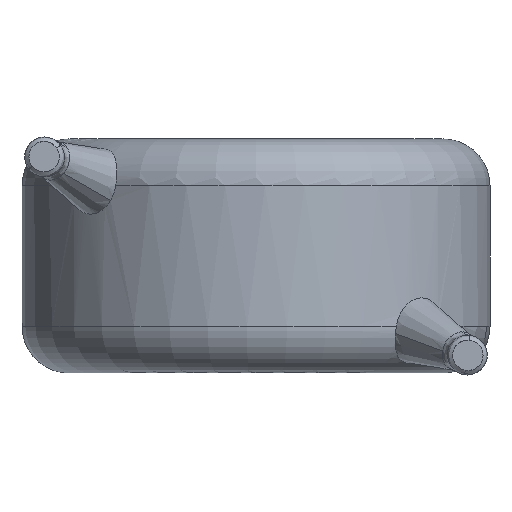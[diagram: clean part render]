
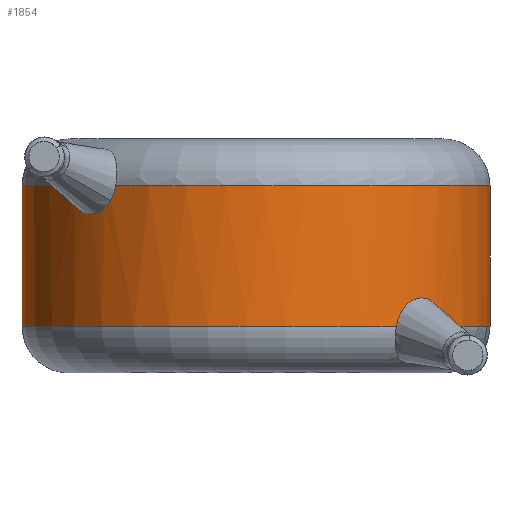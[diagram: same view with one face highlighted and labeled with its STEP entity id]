
A CAD part, front view. The second image highlights one B-rep face of the part: STEP entity #1854.
In plain terms, the highlighted cylindrical face has radius 5 mm (diameter 10 mm), a partial arc.
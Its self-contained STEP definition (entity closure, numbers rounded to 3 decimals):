
#32 = CARTESIAN_POINT ( 'NONE',  ( -3.105, -3.919, 3.689 ) ) ;
#73 = CARTESIAN_POINT ( 'NONE',  ( 0., 0., 5. ) ) ;
#99 = FACE_OUTER_BOUND ( 'NONE', #1356, .T. ) ;
#269 = CARTESIAN_POINT ( 'NONE',  ( -3.455, -3.617, 3.392 ) ) ;
#318 = VECTOR ( 'NONE', #2655, 1000. ) ;
#514 = CARTESIAN_POINT ( 'NONE',  ( -3.989, -3.015, 4. ) ) ;
#523 = VERTEX_POINT ( 'NONE', #32 ) ;
#524 = CARTESIAN_POINT ( 'NONE',  ( 3.092, -3.931, 1.32 ) ) ;
#589 = CARTESIAN_POINT ( 'NONE',  ( -3.261, -3.793, 3.489 ) ) ;
#610 = CYLINDRICAL_SURFACE ( 'NONE', #1262, 5. ) ;
#678 = VERTEX_POINT ( 'NONE', #4215 ) ;
#718 = AXIS2_PLACEMENT_3D ( 'NONE', #1525, #919, #3197 ) ;
#723 = ORIENTED_EDGE ( 'NONE', *, *, #2708, .F. ) ;
#916 = ORIENTED_EDGE ( 'NONE', *, *, #2563, .T. ) ;
#919 = DIRECTION ( 'NONE',  ( 0., 0., -1. ) ) ;
#982 = CARTESIAN_POINT ( 'NONE',  ( -3.989, -3.015, 4. ) ) ;
#1139 = VERTEX_POINT ( 'NONE', #2506 ) ;
#1193 = CARTESIAN_POINT ( 'NONE',  ( -5., 0., 5. ) ) ;
#1232 = CARTESIAN_POINT ( 'NONE',  ( 3.655, -3.417, 1.608 ) ) ;
#1262 = AXIS2_PLACEMENT_3D ( 'NONE', #73, #1385, #3101 ) ;
#1263 = ORIENTED_EDGE ( 'NONE', *, *, #1318, .T. ) ;
#1269 = ORIENTED_EDGE ( 'NONE', *, *, #3955, .T. ) ;
#1318 = EDGE_CURVE ( 'NONE', #1780, #678, #4227, .T. ) ;
#1356 = EDGE_LOOP ( 'NONE', ( #723, #1631, #2182, #2652, #916, #1947, #1269, #3315, #1263 ) ) ;
#1365 = CARTESIAN_POINT ( 'NONE',  ( 3.989, -3.015, 1. ) ) ;
#1385 = DIRECTION ( 'NONE',  ( 0., 0., -1. ) ) ;
#1508 = VERTEX_POINT ( 'NONE', #514 ) ;
#1512 = B_SPLINE_CURVE_WITH_KNOTS ( 'NONE', 3,
 ( #3195, #2188, #524, #2205, #1523, #1232, #3866, #1847, #3135, #2816 ),
 .UNSPECIFIED., .F., .F.,
 ( 4, 2, 2, 2, 4 ),
 ( 0., 0.001, 0.001, 0.002, 0.002 ),
 .UNSPECIFIED. ) ;
#1523 = CARTESIAN_POINT ( 'NONE',  ( 3.415, -3.656, 1.603 ) ) ;
#1525 = CARTESIAN_POINT ( 'NONE',  ( 0., 0., 4. ) ) ;
#1526 = VERTEX_POINT ( 'NONE', #2604 ) ;
#1559 = VERTEX_POINT ( 'NONE', #2584 ) ;
#1607 = CARTESIAN_POINT ( 'NONE',  ( -3.105, -3.919, 3.689 ) ) ;
#1631 = ORIENTED_EDGE ( 'NONE', *, *, #4094, .T. ) ;
#1764 = CARTESIAN_POINT ( 'NONE',  ( -3.051, -3.961, 3.78 ) ) ;
#1766 = CARTESIAN_POINT ( 'NONE',  ( 0., 0., 1. ) ) ;
#1780 = VERTEX_POINT ( 'NONE', #1365 ) ;
#1781 = CARTESIAN_POINT ( 'NONE',  ( -3.014, -3.989, 3.887 ) ) ;
#1796 = DIRECTION ( 'NONE',  ( 1., 0., 0. ) ) ;
#1845 = CARTESIAN_POINT ( 'NONE',  ( 0., 0., 1. ) ) ;
#1847 = CARTESIAN_POINT ( 'NONE',  ( 3.931, -3.093, 1.33 ) ) ;
#1854 = ADVANCED_FACE ( 'NONE', ( #99 ), #610, .T. ) ;
#1869 = DIRECTION ( 'NONE',  ( 0., 0., -1. ) ) ;
#1919 = CARTESIAN_POINT ( 'NONE',  ( -3.746, -3.314, 3.443 ) ) ;
#1938 = CARTESIAN_POINT ( 'NONE',  ( -3.829, -3.217, 3.516 ) ) ;
#1947 = ORIENTED_EDGE ( 'NONE', *, *, #3686, .T. ) ;
#2059 = CIRCLE ( 'NONE', #718, 5. ) ;
#2167 = VECTOR ( 'NONE', #1869, 1000. ) ;
#2182 = ORIENTED_EDGE ( 'NONE', *, *, #2287, .F. ) ;
#2188 = CARTESIAN_POINT ( 'NONE',  ( 3.022, -3.984, 1.168 ) ) ;
#2205 = CARTESIAN_POINT ( 'NONE',  ( 3.291, -3.766, 1.54 ) ) ;
#2217 = DIRECTION ( 'NONE',  ( 0., 0., -1. ) ) ;
#2276 = B_SPLINE_CURVE_WITH_KNOTS ( 'NONE', 3,
 ( #982, #2863, #3543, #1938, #1919, #4210, #269, #589, #4223, #1607 ),
 .UNSPECIFIED., .F., .F.,
 ( 4, 2, 2, 2, 4 ),
 ( 0., 0., 0.001, 0.001, 0.002 ),
 .UNSPECIFIED. ) ;
#2287 = EDGE_CURVE ( 'NONE', #523, #3084, #4205, .T. ) ;
#2353 = AXIS2_PLACEMENT_3D ( 'NONE', #1766, #3761, #1796 ) ;
#2389 = EDGE_CURVE ( 'NONE', #1559, #1780, #1512, .T. ) ;
#2485 = CARTESIAN_POINT ( 'NONE',  ( -2.998, -4.001, 4. ) ) ;
#2506 = CARTESIAN_POINT ( 'NONE',  ( -5., 0., 4. ) ) ;
#2555 = DIRECTION ( 'NONE',  ( 1., 0., 0. ) ) ;
#2563 = EDGE_CURVE ( 'NONE', #1508, #1139, #2721, .T. ) ;
#2584 = CARTESIAN_POINT ( 'NONE',  ( 2.998, -4.001, 1. ) ) ;
#2604 = CARTESIAN_POINT ( 'NONE',  ( -5., 0., 1. ) ) ;
#2652 = ORIENTED_EDGE ( 'NONE', *, *, #2842, .F. ) ;
#2655 = DIRECTION ( 'NONE',  ( 0., 0., -1. ) ) ;
#2708 = EDGE_CURVE ( 'NONE', #3591, #678, #3659, .T. ) ;
#2721 = CIRCLE ( 'NONE', #2898, 5. ) ;
#2810 = DIRECTION ( 'NONE',  ( 1., 0., 0. ) ) ;
#2816 = CARTESIAN_POINT ( 'NONE',  ( 3.989, -3.015, 1. ) ) ;
#2842 = EDGE_CURVE ( 'NONE', #1508, #523, #2276, .T. ) ;
#2863 = CARTESIAN_POINT ( 'NONE',  ( -3.981, -3.025, 3.859 ) ) ;
#2898 = AXIS2_PLACEMENT_3D ( 'NONE', #3551, #2217, #2555 ) ;
#3084 = VERTEX_POINT ( 'NONE', #3201 ) ;
#3101 = DIRECTION ( 'NONE',  ( -1., 0., 0. ) ) ;
#3126 = LINE ( 'NONE', #1193, #2167 ) ;
#3135 = CARTESIAN_POINT ( 'NONE',  ( 3.98, -3.027, 1.17 ) ) ;
#3195 = CARTESIAN_POINT ( 'NONE',  ( 2.998, -4.001, 1. ) ) ;
#3197 = DIRECTION ( 'NONE',  ( 1., 0., 0. ) ) ;
#3201 = CARTESIAN_POINT ( 'NONE',  ( -2.998, -4.001, 4. ) ) ;
#3315 = ORIENTED_EDGE ( 'NONE', *, *, #2389, .T. ) ;
#3337 = CIRCLE ( 'NONE', #2353, 5. ) ;
#3543 = CARTESIAN_POINT ( 'NONE',  ( -3.947, -3.071, 3.725 ) ) ;
#3551 = CARTESIAN_POINT ( 'NONE',  ( 0., 0., 4. ) ) ;
#3591 = VERTEX_POINT ( 'NONE', #3762 ) ;
#3659 = LINE ( 'NONE', #3703, #318 ) ;
#3686 = EDGE_CURVE ( 'NONE', #1139, #1526, #3126, .T. ) ;
#3703 = CARTESIAN_POINT ( 'NONE',  ( 5., 0., 5. ) ) ;
#3761 = DIRECTION ( 'NONE',  ( 0., 0., 1. ) ) ;
#3762 = CARTESIAN_POINT ( 'NONE',  ( 5., 0., 4. ) ) ;
#3842 = DIRECTION ( 'NONE',  ( 0., 0., 1. ) ) ;
#3866 = CARTESIAN_POINT ( 'NONE',  ( 3.767, -3.29, 1.549 ) ) ;
#3915 = AXIS2_PLACEMENT_3D ( 'NONE', #1845, #3842, #2810 ) ;
#3955 = EDGE_CURVE ( 'NONE', #1526, #1559, #3337, .T. ) ;
#4086 = CARTESIAN_POINT ( 'NONE',  ( -3.105, -3.919, 3.689 ) ) ;
#4094 = EDGE_CURVE ( 'NONE', #3591, #3084, #2059, .T. ) ;
#4205 = B_SPLINE_CURVE_WITH_KNOTS ( 'NONE', 3,
 ( #4086, #1764, #1781, #2485 ),
 .UNSPECIFIED., .F., .F.,
 ( 4, 4 ),
 ( 0.002, 0.002 ),
 .UNSPECIFIED. ) ;
#4210 = CARTESIAN_POINT ( 'NONE',  ( -3.559, -3.514, 3.381 ) ) ;
#4215 = CARTESIAN_POINT ( 'NONE',  ( 5., 0., 1. ) ) ;
#4223 = CARTESIAN_POINT ( 'NONE',  ( -3.17, -3.868, 3.577 ) ) ;
#4227 = CIRCLE ( 'NONE', #3915, 5. ) ;
